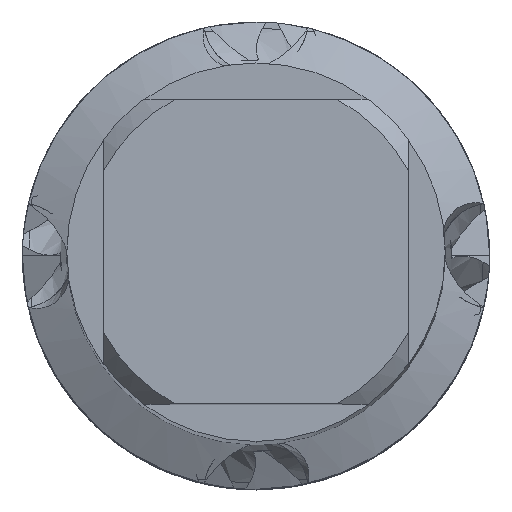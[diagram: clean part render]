
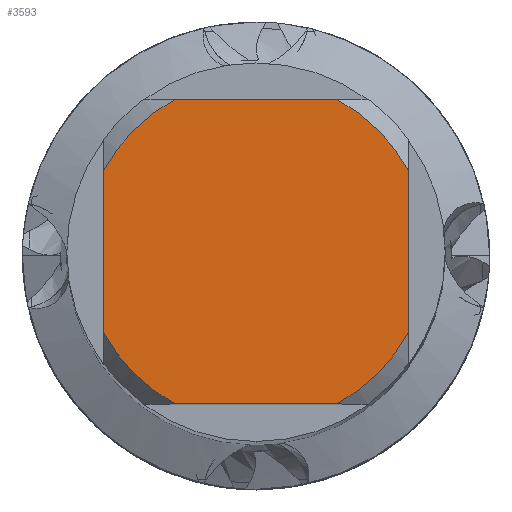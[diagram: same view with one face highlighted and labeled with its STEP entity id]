
A CAD part, top view. The second image highlights one B-rep face of the part: STEP entity #3593.
In plain terms, the highlighted planar face has unit normal (0, 0, 1).
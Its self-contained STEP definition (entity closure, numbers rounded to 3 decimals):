
#2335=VERTEX_POINT('',#6864);
#2469=EDGE_CURVE('',#3525,#3267,#7008,.T.);
#2541=EDGE_CURVE('',#3525,#2711,#7091,.T.);
#2705=EDGE_CURVE('',#3163,#2851,#7263,.T.);
#2711=VERTEX_POINT('',#7271);
#2851=VERTEX_POINT('',#7422);
#2951=EDGE_CURVE('',#2335,#2851,#7532,.T.);
#3163=VERTEX_POINT('',#7759);
#3249=EDGE_CURVE('',#3163,#3267,#7852,.T.);
#3267=VERTEX_POINT('',#7873);
#3469=EDGE_CURVE('',#2335,#5647,#8098,.T.);
#3525=VERTEX_POINT('',#8158);
#3593=ADVANCED_FACE('',(#8231),#8232,.T.);
#3723=EDGE_CURVE('',#4517,#2711,#8371,.T.);
#4435=EDGE_CURVE('',#4517,#5647,#9150,.T.);
#4517=VERTEX_POINT('',#9237);
#5647=VERTEX_POINT('',#10464);
#6864=CARTESIAN_POINT('',(7.25,-3.831,0.0));
#7008=CIRCLE('',#13109,8.2);
#7091=LINE('',#13565,#13566);
#7263=CIRCLE('',#14470,8.2);
#7271=CARTESIAN_POINT('',(-7.25,-3.831,0.0));
#7422=CARTESIAN_POINT('',(7.25,3.831,0.0));
#7532=LINE('',#16078,#16079);
#7759=CARTESIAN_POINT('',(3.831,7.25,0.0));
#7852=LINE('',#17774,#17775);
#7873=CARTESIAN_POINT('',(-3.831,7.25,0.0));
#8098=CIRCLE('',#20128,8.2);
#8158=CARTESIAN_POINT('',(-7.25,3.831,0.0));
#8231=FACE_OUTER_BOUND('',#20937,.T.);
#8232=PLANE('',#20938);
#8371=CIRCLE('',#21574,8.2);
#9150=LINE('',#26349,#26350);
#9237=CARTESIAN_POINT('',(-3.831,-7.25,0.0));
#10464=CARTESIAN_POINT('',(3.831,-7.25,0.0));
#13109=AXIS2_PLACEMENT_3D('',#42026,#42027,#42028);
#13565=CARTESIAN_POINT('',(-7.25,2.05,0.0));
#13566=VECTOR('',#42139,1.0);
#14470=AXIS2_PLACEMENT_3D('',#42236,#42237,#42238);
#16078=CARTESIAN_POINT('',(7.25,2.05,0.0));
#16079=VECTOR('',#42507,1.0);
#17774=CARTESIAN_POINT('',(0.0,7.25,0.0));
#17775=VECTOR('',#42743,1.0);
#20128=AXIS2_PLACEMENT_3D('',#43089,#43090,#43091);
#20937=EDGE_LOOP('',(#43196,#43197,#43198,#43199,#43200,#43201,#43202,#43203));
#20938=AXIS2_PLACEMENT_3D('',#43204,#43205,#43206);
#21574=AXIS2_PLACEMENT_3D('',#43326,#43327,#43328);
#26349=CARTESIAN_POINT('',(0.0,-7.25,0.0));
#26350=VECTOR('',#44065,1.0);
#42026=CARTESIAN_POINT('',(0.0,0.0,0.0));
#42027=DIRECTION('',(0.0,0.0,-1.0));
#42028=DIRECTION('',(0.0,1.0,0.0));
#42139=DIRECTION('',(-0.0,-1.0,0.0));
#42236=CARTESIAN_POINT('',(0.0,0.0,0.0));
#42237=DIRECTION('',(0.0,0.0,-1.0));
#42238=DIRECTION('',(0.0,1.0,0.0));
#42507=DIRECTION('',(-0.0,1.0,0.0));
#42743=DIRECTION('',(-1.0,0.0,0.0));
#43089=CARTESIAN_POINT('',(0.0,0.0,0.0));
#43090=DIRECTION('',(0.0,0.0,-1.0));
#43091=DIRECTION('',(0.0,1.0,0.0));
#43196=ORIENTED_EDGE('',*,*,#2541,.T.);
#43197=ORIENTED_EDGE('',*,*,#3723,.F.);
#43198=ORIENTED_EDGE('',*,*,#4435,.T.);
#43199=ORIENTED_EDGE('',*,*,#3469,.F.);
#43200=ORIENTED_EDGE('',*,*,#2951,.T.);
#43201=ORIENTED_EDGE('',*,*,#2705,.F.);
#43202=ORIENTED_EDGE('',*,*,#3249,.T.);
#43203=ORIENTED_EDGE('',*,*,#2469,.F.);
#43204=CARTESIAN_POINT('',(0.0,4.1,0.0));
#43205=DIRECTION('',(-0.0,0.0,1.0));
#43206=DIRECTION('',(0.0,-1.0,0.0));
#43326=CARTESIAN_POINT('',(0.0,0.0,0.0));
#43327=DIRECTION('',(0.0,0.0,-1.0));
#43328=DIRECTION('',(0.0,1.0,0.0));
#44065=DIRECTION('',(1.0,0.0,0.0));
